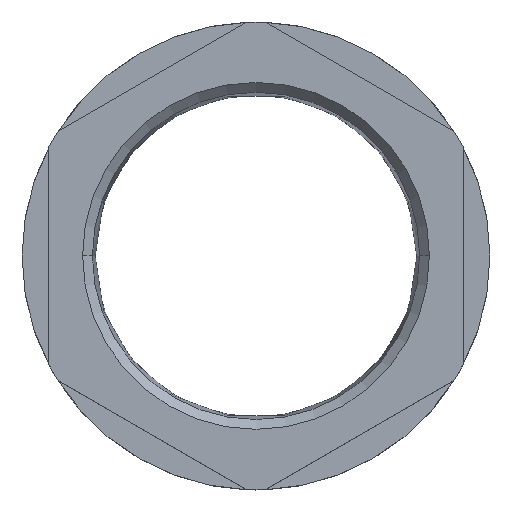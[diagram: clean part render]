
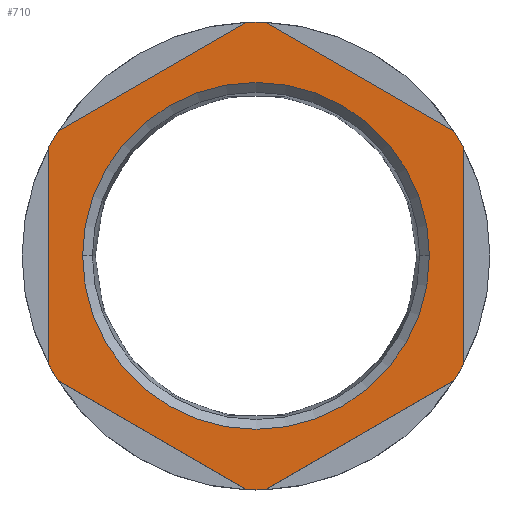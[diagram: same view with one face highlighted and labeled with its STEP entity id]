
A CAD part, top view. The second image highlights one B-rep face of the part: STEP entity #710.
In plain terms, the highlighted planar face has unit normal (0, 0, 1).
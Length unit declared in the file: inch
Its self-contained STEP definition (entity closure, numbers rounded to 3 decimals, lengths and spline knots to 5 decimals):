
#9 = EDGE_CURVE ( 'NONE', #629, #183, #205, .T. ) ;
#13 = EDGE_CURVE ( 'NONE', #91, #440, #210, .T. ) ;
#15 = AXIS2_PLACEMENT_3D ( 'NONE', #611, #607, #605 ) ;
#18 = FACE_OUTER_BOUND ( 'NONE', #648, .T. ) ;
#35 = FACE_BOUND ( 'NONE', #169, .T. ) ;
#49 = VECTOR ( 'NONE', #396, 39.37008 ) ;
#51 = CARTESIAN_POINT ( 'NONE',  ( 0., 0., 0.138 ) ) ;
#53 = VECTOR ( 'NONE', #400, 39.37008 ) ;
#54 = LINE ( 'NONE', #399, #49 ) ;
#57 = VECTOR ( 'NONE', #409, 39.37008 ) ;
#63 = LINE ( 'NONE', #403, #53 ) ;
#64 = LINE ( 'NONE', #424, #65 ) ;
#65 = VECTOR ( 'NONE', #425, 39.37008 ) ;
#80 = LINE ( 'NONE', #411, #57 ) ;
#81 = VECTOR ( 'NONE', #438, 39.37008 ) ;
#82 = VECTOR ( 'NONE', #451, 39.37008 ) ;
#84 = LINE ( 'NONE', #442, #81 ) ;
#89 = EDGE_CURVE ( 'NONE', #184, #702, #239, .T. ) ;
#90 = DIRECTION ( 'NONE',  ( 1., 0., 0. ) ) ;
#91 = VERTEX_POINT ( 'NONE', #556 ) ;
#93 = DIRECTION ( 'NONE',  ( 0., 0., 1. ) ) ;
#97 = CIRCLE ( 'NONE', #264, 0.6 ) ;
#103 = CARTESIAN_POINT ( 'NONE',  ( 0., 0., 0.138 ) ) ;
#105 = LINE ( 'NONE', #454, #82 ) ;
#106 = CIRCLE ( 'NONE', #553, 0.44487 ) ;
#108 = CARTESIAN_POINT ( 'NONE',  ( 0., 0., 0.138 ) ) ;
#110 = CARTESIAN_POINT ( 'NONE',  ( -0.02357, 0.59954, 0.138 ) ) ;
#123 = VERTEX_POINT ( 'NONE', #636 ) ;
#126 = EDGE_CURVE ( 'NONE', #365, #526, #245, .T. ) ;
#127 = AXIS2_PLACEMENT_3D ( 'NONE', #103, #93, #90 ) ;
#146 = AXIS2_PLACEMENT_3D ( 'NONE', #51, #303, #322 ) ;
#152 = PLANE ( 'NONE',  #127 ) ;
#153 = AXIS2_PLACEMENT_3D ( 'NONE', #654, #589, #684 ) ;
#169 = EDGE_LOOP ( 'NONE', ( #388, #404 ) ) ;
#183 = VERTEX_POINT ( 'NONE', #698 ) ;
#184 = VERTEX_POINT ( 'NONE', #697 ) ;
#195 = VERTEX_POINT ( 'NONE', #672 ) ;
#200 = ORIENTED_EDGE ( 'NONE', *, *, #332, .T. ) ;
#202 = ORIENTED_EDGE ( 'NONE', *, *, #448, .T. ) ;
#205 = CIRCLE ( 'NONE', #241, 0.44487 ) ;
#210 = CIRCLE ( 'NONE', #234, 0.6 ) ;
#220 = CARTESIAN_POINT ( 'NONE',  ( -0.50743, -0.32018, 0.138 ) ) ;
#221 = EDGE_CURVE ( 'NONE', #511, #195, #288, .T. ) ;
#234 = AXIS2_PLACEMENT_3D ( 'NONE', #578, #576, #592 ) ;
#239 = CIRCLE ( 'NONE', #153, 0.6 ) ;
#241 = AXIS2_PLACEMENT_3D ( 'NONE', #108, #625, #544 ) ;
#245 = CIRCLE ( 'NONE', #146, 0.6 ) ;
#264 = AXIS2_PLACEMENT_3D ( 'NONE', #489, #487, #486 ) ;
#282 = EDGE_CURVE ( 'NONE', #123, #493, #302, .T. ) ;
#288 = CIRCLE ( 'NONE', #15, 0.6 ) ;
#302 = CIRCLE ( 'NONE', #430, 0.6 ) ;
#303 = DIRECTION ( 'NONE',  ( 0., 0., 1. ) ) ;
#312 = CARTESIAN_POINT ( 'NONE',  ( -0.44487, 0., 0.138 ) ) ;
#322 = DIRECTION ( 'NONE',  ( 1., 0., 0. ) ) ;
#332 = EDGE_CURVE ( 'NONE', #353, #673, #97, .T. ) ;
#342 = ORIENTED_EDGE ( 'NONE', *, *, #455, .T. ) ;
#353 = VERTEX_POINT ( 'NONE', #492 ) ;
#355 = ORIENTED_EDGE ( 'NONE', *, *, #427, .T. ) ;
#357 = ORIENTED_EDGE ( 'NONE', *, *, #412, .T. ) ;
#365 = VERTEX_POINT ( 'NONE', #469 ) ;
#373 = CARTESIAN_POINT ( 'NONE',  ( 0.50743, 0.32018, 0.138 ) ) ;
#380 = EDGE_CURVE ( 'NONE', #183, #629, #106, .T. ) ;
#386 = CARTESIAN_POINT ( 'NONE',  ( 0.02357, -0.59954, 0.138 ) ) ;
#387 = ORIENTED_EDGE ( 'NONE', *, *, #89, .T. ) ;
#388 = ORIENTED_EDGE ( 'NONE', *, *, #380, .F. ) ;
#396 = DIRECTION ( 'NONE',  ( -0.866, -0.5, 0. ) ) ;
#398 = EDGE_CURVE ( 'NONE', #440, #353, #105, .T. ) ;
#399 = CARTESIAN_POINT ( 'NONE',  ( -0.2655, 0.45986, 0.138 ) ) ;
#400 = DIRECTION ( 'NONE',  ( -0.866, 0.5, 0. ) ) ;
#403 = CARTESIAN_POINT ( 'NONE',  ( 0.2655, 0.45986, 0.138 ) ) ;
#404 = ORIENTED_EDGE ( 'NONE', *, *, #9, .F. ) ;
#409 = DIRECTION ( 'NONE',  ( 0., 1., 0. ) ) ;
#410 = CARTESIAN_POINT ( 'NONE',  ( 0.50743, -0.32018, 0.138 ) ) ;
#411 = CARTESIAN_POINT ( 'NONE',  ( 0.531, 0., 0.138 ) ) ;
#412 = EDGE_CURVE ( 'NONE', #673, #123, #84, .T. ) ;
#413 = CARTESIAN_POINT ( 'NONE',  ( -0.531, 0.27935, 0.138 ) ) ;
#424 = CARTESIAN_POINT ( 'NONE',  ( 0.2655, -0.45986, 0.138 ) ) ;
#425 = DIRECTION ( 'NONE',  ( 0.866, 0.5, 0. ) ) ;
#427 = EDGE_CURVE ( 'NONE', #493, #511, #64, .T. ) ;
#430 = AXIS2_PLACEMENT_3D ( 'NONE', #533, #532, #528 ) ;
#438 = DIRECTION ( 'NONE',  ( 0.866, -0.5, 0. ) ) ;
#440 = VERTEX_POINT ( 'NONE', #413 ) ;
#442 = CARTESIAN_POINT ( 'NONE',  ( -0.2655, -0.45986, 0.138 ) ) ;
#443 = ORIENTED_EDGE ( 'NONE', *, *, #221, .T. ) ;
#445 = DIRECTION ( 'NONE',  ( 1., 0., 0. ) ) ;
#447 = DIRECTION ( 'NONE',  ( 0., 0., 1. ) ) ;
#448 = EDGE_CURVE ( 'NONE', #195, #365, #80, .T. ) ;
#449 = CARTESIAN_POINT ( 'NONE',  ( 0., 0., 0.138 ) ) ;
#451 = DIRECTION ( 'NONE',  ( 0., -1., 0. ) ) ;
#452 = EDGE_CURVE ( 'NONE', #526, #184, #63, .T. ) ;
#454 = CARTESIAN_POINT ( 'NONE',  ( -0.531, 0., 0.138 ) ) ;
#455 = EDGE_CURVE ( 'NONE', #702, #91, #54, .T. ) ;
#469 = CARTESIAN_POINT ( 'NONE',  ( 0.531, 0.27935, 0.138 ) ) ;
#486 = DIRECTION ( 'NONE',  ( 1., 0., 0. ) ) ;
#487 = DIRECTION ( 'NONE',  ( 0., 0., 1. ) ) ;
#489 = CARTESIAN_POINT ( 'NONE',  ( 0., 0., 0.138 ) ) ;
#492 = CARTESIAN_POINT ( 'NONE',  ( -0.531, -0.27935, 0.138 ) ) ;
#493 = VERTEX_POINT ( 'NONE', #386 ) ;
#497 = ORIENTED_EDGE ( 'NONE', *, *, #398, .T. ) ;
#510 = ORIENTED_EDGE ( 'NONE', *, *, #13, .T. ) ;
#511 = VERTEX_POINT ( 'NONE', #410 ) ;
#526 = VERTEX_POINT ( 'NONE', #373 ) ;
#528 = DIRECTION ( 'NONE',  ( 1., 0., 0. ) ) ;
#529 = ORIENTED_EDGE ( 'NONE', *, *, #126, .T. ) ;
#532 = DIRECTION ( 'NONE',  ( 0., 0., 1. ) ) ;
#533 = CARTESIAN_POINT ( 'NONE',  ( 0., 0., 0.138 ) ) ;
#544 = DIRECTION ( 'NONE',  ( 1., 0., 0. ) ) ;
#553 = AXIS2_PLACEMENT_3D ( 'NONE', #449, #447, #445 ) ;
#556 = CARTESIAN_POINT ( 'NONE',  ( -0.50743, 0.32018, 0.138 ) ) ;
#576 = DIRECTION ( 'NONE',  ( 0., 0., 1. ) ) ;
#578 = CARTESIAN_POINT ( 'NONE',  ( 0., 0., 0.138 ) ) ;
#583 = ORIENTED_EDGE ( 'NONE', *, *, #282, .T. ) ;
#589 = DIRECTION ( 'NONE',  ( 0., 0., 1. ) ) ;
#592 = DIRECTION ( 'NONE',  ( 1., 0., 0. ) ) ;
#605 = DIRECTION ( 'NONE',  ( 1., 0., 0. ) ) ;
#607 = DIRECTION ( 'NONE',  ( 0., 0., 1. ) ) ;
#611 = CARTESIAN_POINT ( 'NONE',  ( 0., 0., 0.138 ) ) ;
#625 = DIRECTION ( 'NONE',  ( 0., 0., 1. ) ) ;
#629 = VERTEX_POINT ( 'NONE', #312 ) ;
#636 = CARTESIAN_POINT ( 'NONE',  ( -0.02357, -0.59954, 0.138 ) ) ;
#639 = ORIENTED_EDGE ( 'NONE', *, *, #452, .T. ) ;
#648 = EDGE_LOOP ( 'NONE', ( #510, #497, #200, #357, #583, #355, #443, #202, #529, #639, #387, #342 ) ) ;
#654 = CARTESIAN_POINT ( 'NONE',  ( 0., 0., 0.138 ) ) ;
#672 = CARTESIAN_POINT ( 'NONE',  ( 0.531, -0.27935, 0.138 ) ) ;
#673 = VERTEX_POINT ( 'NONE', #220 ) ;
#684 = DIRECTION ( 'NONE',  ( 1., 0., 0. ) ) ;
#697 = CARTESIAN_POINT ( 'NONE',  ( 0.02357, 0.59954, 0.138 ) ) ;
#698 = CARTESIAN_POINT ( 'NONE',  ( 0.44487, 0., 0.138 ) ) ;
#702 = VERTEX_POINT ( 'NONE', #110 ) ;
#710 = ADVANCED_FACE ( 'NONE', ( #35, #18 ), #152, .T. ) ;
